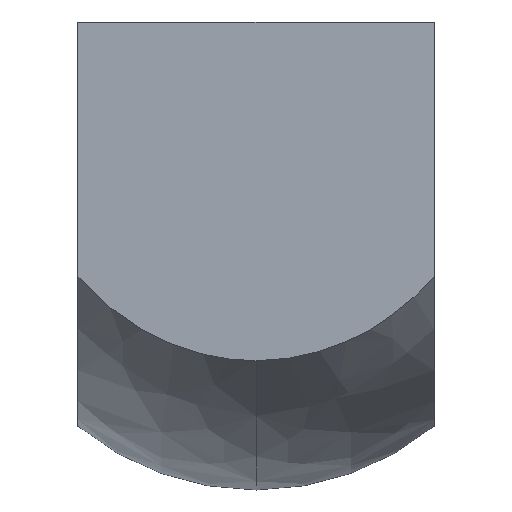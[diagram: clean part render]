
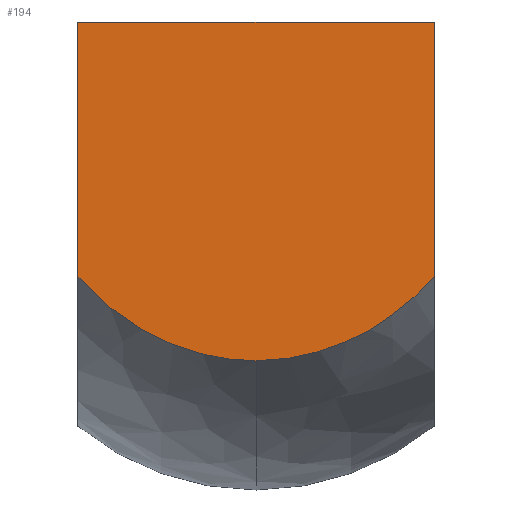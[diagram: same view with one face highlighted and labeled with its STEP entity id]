
A CAD part, top view. The second image highlights one B-rep face of the part: STEP entity #194.
In plain terms, the highlighted planar face has unit normal (0, 0, 1).
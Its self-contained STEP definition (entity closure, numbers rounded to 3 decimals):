
#21=LINE('',#369,#31);
#26=LINE('',#387,#36);
#27=LINE('',#388,#37);
#31=VECTOR('',#251,10.);
#36=VECTOR('',#270,10.);
#37=VECTOR('',#271,10.);
#42=PLANE('',#227);
#53=FACE_OUTER_BOUND('',#66,.T.);
#66=EDGE_LOOP('',(#162,#163,#164,#165,#166));
#85=B_SPLINE_CURVE_WITH_KNOTS('',3,(#317,#318,#319,#320,#321,#322,#323,
#324),.UNSPECIFIED.,.F.,.F.,(4,2,2,4),(0.,0.933,1.538,
2.177),.UNSPECIFIED.);
#86=B_SPLINE_CURVE_WITH_KNOTS('',3,(#337,#338,#339,#340,#341,#342,#343,
#344),.UNSPECIFIED.,.F.,.F.,(4,2,2,4),(0.,1.09,1.642,
2.186),.UNSPECIFIED.);
#92=VERTEX_POINT('',#315);
#93=VERTEX_POINT('',#316);
#94=VERTEX_POINT('',#336);
#97=VERTEX_POINT('',#368);
#103=VERTEX_POINT('',#386);
#109=EDGE_CURVE('',#92,#93,#85,.T.);
#112=EDGE_CURVE('',#94,#92,#86,.T.);
#117=EDGE_CURVE('',#94,#97,#21,.T.);
#126=EDGE_CURVE('',#103,#93,#26,.T.);
#127=EDGE_CURVE('',#97,#103,#27,.T.);
#162=ORIENTED_EDGE('',*,*,#109,.T.);
#163=ORIENTED_EDGE('',*,*,#126,.F.);
#164=ORIENTED_EDGE('',*,*,#127,.F.);
#165=ORIENTED_EDGE('',*,*,#117,.F.);
#166=ORIENTED_EDGE('',*,*,#112,.T.);
#194=ADVANCED_FACE('',(#53),#42,.T.);
#227=AXIS2_PLACEMENT_3D('',#385,#268,#269);
#251=DIRECTION('',(0.,1.,0.));
#268=DIRECTION('center_axis',(0.,0.,1.));
#269=DIRECTION('ref_axis',(0.,-1.,0.));
#270=DIRECTION('',(0.,-1.,0.));
#271=DIRECTION('',(1.,0.,0.));
#315=CARTESIAN_POINT('',(0.,13.765,40.));
#316=CARTESIAN_POINT('',(19.05,22.758,40.));
#317=CARTESIAN_POINT('Ctrl Pts',(0.,13.765,40.));
#318=CARTESIAN_POINT('Ctrl Pts',(3.112,13.765,40.));
#319=CARTESIAN_POINT('Ctrl Pts',(6.174,14.379,40.));
#320=CARTESIAN_POINT('Ctrl Pts',(10.927,16.315,40.));
#321=CARTESIAN_POINT('Ctrl Pts',(12.692,17.3,40.));
#322=CARTESIAN_POINT('Ctrl Pts',(16.064,19.718,40.));
#323=CARTESIAN_POINT('Ctrl Pts',(17.638,21.16,40.));
#324=CARTESIAN_POINT('Ctrl Pts',(19.05,22.758,40.));
#336=CARTESIAN_POINT('',(-19.05,22.758,40.));
#337=CARTESIAN_POINT('Ctrl Pts',(-19.05,22.758,40.));
#338=CARTESIAN_POINT('Ctrl Pts',(-16.646,20.036,40.));
#339=CARTESIAN_POINT('Ctrl Pts',(-13.788,17.789,40.));
#340=CARTESIAN_POINT('Ctrl Pts',(-8.879,15.409,40.));
#341=CARTESIAN_POINT('Ctrl Pts',(-7.147,14.793,40.));
#342=CARTESIAN_POINT('Ctrl Pts',(-3.6,13.972,40.));
#343=CARTESIAN_POINT('Ctrl Pts',(-1.805,13.765,40.));
#344=CARTESIAN_POINT('Ctrl Pts',(0.,13.765,40.));
#368=CARTESIAN_POINT('',(-19.05,50.,40.));
#369=CARTESIAN_POINT('',(-19.05,13.765,40.));
#385=CARTESIAN_POINT('Origin',(0.,50.,40.));
#386=CARTESIAN_POINT('',(19.05,50.,40.));
#387=CARTESIAN_POINT('',(19.05,13.765,40.));
#388=CARTESIAN_POINT('',(0.,50.,40.));
